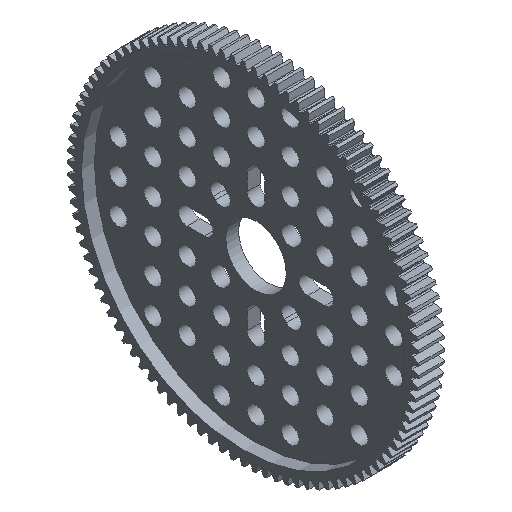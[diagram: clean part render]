
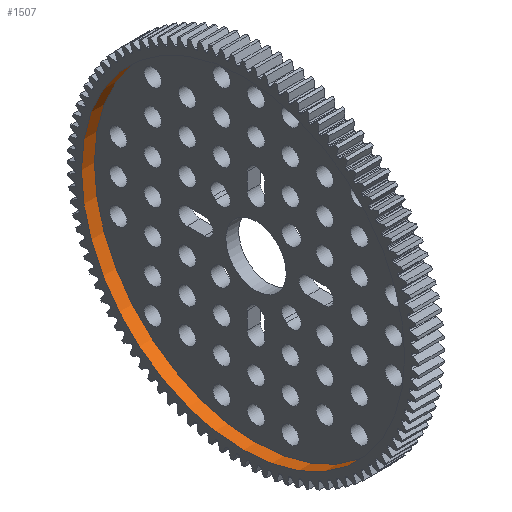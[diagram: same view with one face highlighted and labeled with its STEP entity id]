
A CAD part, isometric view. The second image highlights one B-rep face of the part: STEP entity #1507.
In plain terms, the highlighted cylindrical face has radius 37.574 mm (diameter 75.149 mm), a full revolution.
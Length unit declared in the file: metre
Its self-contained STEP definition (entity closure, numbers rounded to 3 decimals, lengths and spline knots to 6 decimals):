
#1507 = ADVANCED_FACE( 'NONE', ( #3438, #3439 ), #3440, .F. );
#3438 = FACE_OUTER_BOUND( '', #5775, .T. );
#3439 = FACE_OUTER_BOUND( '', #5776, .T. );
#3440 = CYLINDRICAL_SURFACE( '', #5777, 0.037574 );
#5775 = EDGE_LOOP( '', ( #12059 ) );
#5776 = EDGE_LOOP( '', ( #12060 ) );
#5777 = AXIS2_PLACEMENT_3D( '', #12061, #12062, #12063 );
#12059 = ORIENTED_EDGE( '', *, *, #18114, .T. );
#12060 = ORIENTED_EDGE( '', *, *, #17999, .F. );
#12061 = CARTESIAN_POINT( '', ( -0.0015, 0., 0. ) );
#12062 = DIRECTION( '', ( 1., 0., 0. ) );
#12063 = DIRECTION( '', ( 0., 0., 1. ) );
#17999 = EDGE_CURVE( 'NONE', #21891, #21891, #21892, .T. );
#18114 = EDGE_CURVE( 'NONE', #22060, #22060, #22061, .T. );
#21891 = VERTEX_POINT( '', #30098 );
#21892 = CIRCLE( '', #30099, 0.037574 );
#22060 = VERTEX_POINT( '', #30381 );
#22061 = CIRCLE( '', #30382, 0.037574 );
#30098 = CARTESIAN_POINT( '', ( -0.0015, 0., 0.037574 ) );
#30099 = AXIS2_PLACEMENT_3D( '', #35008, #35009, #35010 );
#30381 = CARTESIAN_POINT( '', ( -0.0045, 0., 0.037574 ) );
#30382 = AXIS2_PLACEMENT_3D( '', #35185, #35186, #35187 );
#35008 = CARTESIAN_POINT( '', ( -0.0015, 0., 0. ) );
#35009 = DIRECTION( '', ( -1., 0., 0. ) );
#35010 = DIRECTION( '', ( 0., 0., 1. ) );
#35185 = CARTESIAN_POINT( '', ( -0.0045, 0., 0. ) );
#35186 = DIRECTION( '', ( -1., 0., 0. ) );
#35187 = DIRECTION( '', ( 0., 0., 1. ) );
